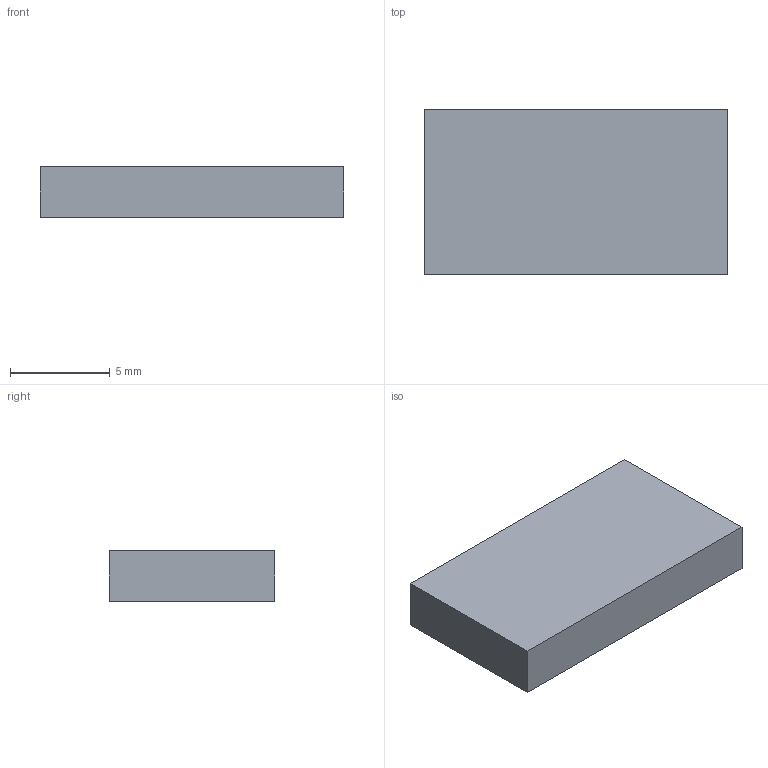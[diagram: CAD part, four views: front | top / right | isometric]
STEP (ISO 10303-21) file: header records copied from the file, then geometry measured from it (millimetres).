
FILE_DESCRIPTION (( 'STEP AP214' ), '1' );
FILE_NAME ('User Library-PIN HEADER FEMALE 6.STEP', '2015-04-30T12:01:23', ( 'Windows User' ), ( '' ), 'SwSTEP 2.0', 'SolidWorks 2015', '' );
FILE_SCHEMA (( 'AUTOMOTIVE_DESIGN' ));
Length unit declared in the file: millimetre
Products named in the file (1): User Library-PIN HEADER FEMALE 6
Bounding box: 15.24 x 8.3 x 2.54 mm (x, y, z)
Volume: 293.3 mm3; surface area: 464 mm2
Topology: 1 solids, 1 shells, 60 faces, 132 edges, 80 vertices
Faces by surface type: plane 60
Entity records: 1618 total; most frequent: CARTESIAN_POINT 273, ORIENTED_EDGE 264, DIRECTION 254, EDGE_CURVE 132, LINE 132, VECTOR 132, VERTEX_POINT 80, EDGE_LOOP 66
